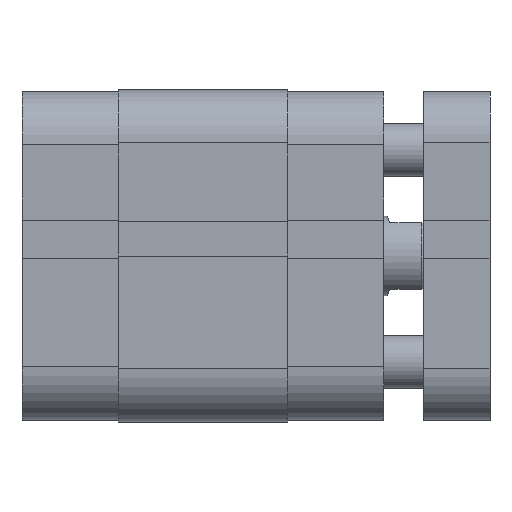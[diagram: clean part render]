
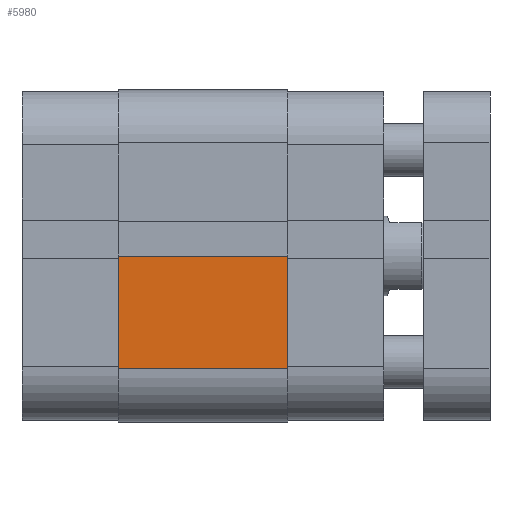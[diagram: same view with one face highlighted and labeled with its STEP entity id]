
A CAD part, top view. The second image highlights one B-rep face of the part: STEP entity #5980.
In plain terms, the highlighted face is planar.
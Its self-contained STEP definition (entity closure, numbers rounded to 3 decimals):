
#1126 = EDGE_CURVE ( 'NONE', #3805, #3755, #2170, .T. ) ;
#1138 = EDGE_CURVE ( 'NONE', #3805, #3471, #2209, .T. ) ;
#1151 = EDGE_CURVE ( 'NONE', #3755, #3775, #2234, .T. ) ;
#1172 = EDGE_CURVE ( 'NONE', #3471, #3775, #2275, .T. ) ;
#2170 = LINE ( 'NONE', #4707, #2187 ) ;
#2187 = VECTOR ( 'NONE', #4538, 1000. ) ;
#2209 = LINE ( 'NONE', #6177, #2210 ) ;
#2210 = VECTOR ( 'NONE', #6178, 1000. ) ;
#2234 = LINE ( 'NONE', #6204, #2235 ) ;
#2235 = VECTOR ( 'NONE', #6205, 1000. ) ;
#2275 = LINE ( 'NONE', #6248, #2276 ) ;
#2276 = VECTOR ( 'NONE', #6249, 1000. ) ;
#3168 = PLANE ( 'NONE',  #8466 ) ;
#3171 = CARTESIAN_POINT ( 'NONE',  ( 0., -25., 25.5 ) ) ;
#3177 = DIRECTION ( 'NONE',  ( 0., 1., 0. ) ) ;
#3178 = DIRECTION ( 'NONE',  ( -1., 0., 0. ) ) ;
#3471 = VERTEX_POINT ( 'NONE', #6538 ) ;
#3755 = VERTEX_POINT ( 'NONE', #6738 ) ;
#3775 = VERTEX_POINT ( 'NONE', #6752 ) ;
#3805 = VERTEX_POINT ( 'NONE', #6778 ) ;
#4538 = DIRECTION ( 'NONE',  ( 1., 0., 0. ) ) ;
#4707 = CARTESIAN_POINT ( 'NONE',  ( 0., -25., 25.5 ) ) ;
#4891 = EDGE_LOOP ( 'NONE', ( #5463, #5462, #5461, #5460 ) ) ;
#5460 = ORIENTED_EDGE ( 'NONE', *, *, #1138, .T. ) ;
#5461 = ORIENTED_EDGE ( 'NONE', *, *, #1126, .F. ) ;
#5462 = ORIENTED_EDGE ( 'NONE', *, *, #1151, .F. ) ;
#5463 = ORIENTED_EDGE ( 'NONE', *, *, #1172, .T. ) ;
#5980 = ADVANCED_FACE ( 'NONE', ( #8090 ), #3168, .F. ) ;
#6177 = CARTESIAN_POINT ( 'NONE',  ( 0.1, -25., 25.5 ) ) ;
#6178 = DIRECTION ( 'NONE',  ( 0., 0., -1. ) ) ;
#6204 = CARTESIAN_POINT ( 'NONE',  ( 17., -25., 25.5 ) ) ;
#6205 = DIRECTION ( 'NONE',  ( 0., 0., -1. ) ) ;
#6248 = CARTESIAN_POINT ( 'NONE',  ( 0., -25., 0. ) ) ;
#6249 = DIRECTION ( 'NONE',  ( 1., 0., 0. ) ) ;
#6538 = CARTESIAN_POINT ( 'NONE',  ( 0.1, -25., 0. ) ) ;
#6738 = CARTESIAN_POINT ( 'NONE',  ( 17., -25., 25.5 ) ) ;
#6752 = CARTESIAN_POINT ( 'NONE',  ( 17., -25., 0. ) ) ;
#6778 = CARTESIAN_POINT ( 'NONE',  ( 0.1, -25., 25.5 ) ) ;
#8090 = FACE_OUTER_BOUND ( 'NONE', #4891, .T. ) ;
#8466 = AXIS2_PLACEMENT_3D ( 'NONE', #3171, #3177, #3178 ) ;
